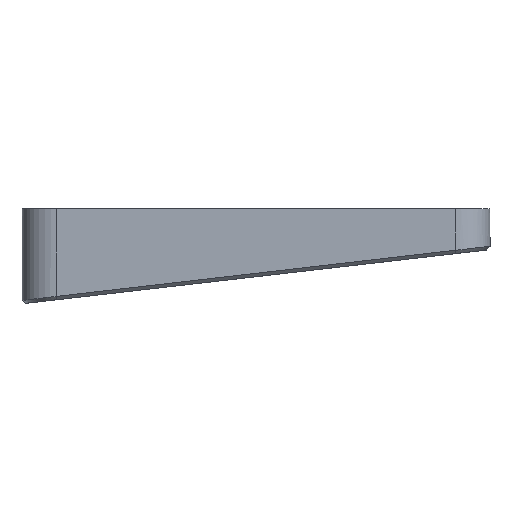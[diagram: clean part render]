
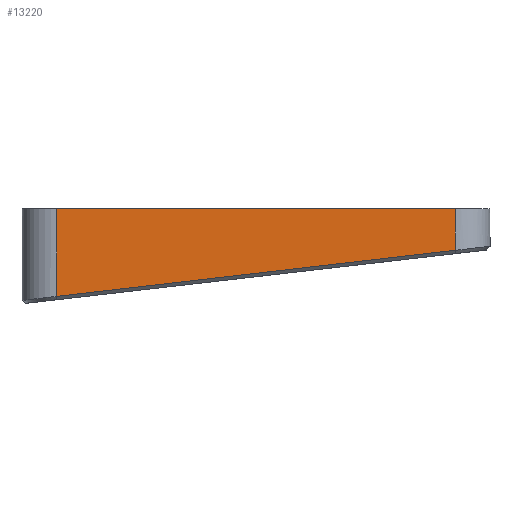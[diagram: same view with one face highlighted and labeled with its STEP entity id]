
A CAD part, left-side view. The second image highlights one B-rep face of the part: STEP entity #13220.
In plain terms, the highlighted planar face has unit normal (-1, 0, 0).
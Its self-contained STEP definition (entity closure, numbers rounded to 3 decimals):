
#1289=B_SPLINE_CURVE_WITH_KNOTS('',3,(#26166,#26167,#26168,#26169),
 .UNSPECIFIED.,.F.,.F.,(4,4),(-1.582,-1.571),
 .UNSPECIFIED.);
#1494=PLANE('',#13607);
#2154=FACE_OUTER_BOUND('',#2920,.T.);
#2920=EDGE_LOOP('',(#12029,#12030,#12031,#12032,#12033));
#3958=LINE('',#26059,#5018);
#3967=LINE('',#26218,#5027);
#3968=LINE('',#26220,#5028);
#3969=LINE('',#26221,#5029);
#5018=VECTOR('',#15223,10.);
#5027=VECTOR('',#15238,10.);
#5028=VECTOR('',#15239,10.);
#5029=VECTOR('',#15240,10.);
#6486=VERTEX_POINT('',#26055);
#6487=VERTEX_POINT('',#26057);
#6488=VERTEX_POINT('',#26104);
#6494=VERTEX_POINT('',#26217);
#6495=VERTEX_POINT('',#26219);
#8366=EDGE_CURVE('',#6487,#6486,#3958,.T.);
#8375=EDGE_CURVE('',#6488,#6487,#1289,.T.);
#8381=EDGE_CURVE('',#6494,#6488,#3967,.T.);
#8382=EDGE_CURVE('',#6495,#6494,#3968,.T.);
#8383=EDGE_CURVE('',#6495,#6486,#3969,.T.);
#12029=ORIENTED_EDGE('',*,*,#8366,.F.);
#12030=ORIENTED_EDGE('',*,*,#8375,.F.);
#12031=ORIENTED_EDGE('',*,*,#8381,.F.);
#12032=ORIENTED_EDGE('',*,*,#8382,.F.);
#12033=ORIENTED_EDGE('',*,*,#8383,.T.);
#13220=ADVANCED_FACE('',(#2154),#1494,.T.);
#13607=AXIS2_PLACEMENT_3D('',#26216,#15236,#15237);
#15223=DIRECTION('',(0.,0.993,-0.115));
#15236=DIRECTION('center_axis',(-1.,0.,0.));
#15237=DIRECTION('ref_axis',(0.,1.,0.));
#15238=DIRECTION('',(0.,0.,-1.));
#15239=DIRECTION('',(0.,-1.,0.));
#15240=DIRECTION('',(0.,0.,-1.));
#26055=CARTESIAN_POINT('',(-5.379,58.682,-16.65));
#26057=CARTESIAN_POINT('',(-5.379,-0.96,-9.749));
#26059=CARTESIAN_POINT('',(-5.379,37.171,-14.161));
#26104=CARTESIAN_POINT('',(-5.379,-1.018,-9.742));
#26166=CARTESIAN_POINT('Ctrl Pts',(-5.379,-1.018,-9.742));
#26167=CARTESIAN_POINT('Ctrl Pts',(-5.379,-0.999,-9.744));
#26168=CARTESIAN_POINT('Ctrl Pts',(-5.379,-0.979,-9.747));
#26169=CARTESIAN_POINT('Ctrl Pts',(-5.379,-0.96,-9.749));
#26216=CARTESIAN_POINT('Origin',(-5.379,-1.018,-3.5));
#26217=CARTESIAN_POINT('',(-5.379,-1.018,-3.5));
#26218=CARTESIAN_POINT('',(-5.379,-1.018,-3.5));
#26219=CARTESIAN_POINT('',(-5.379,58.682,-3.5));
#26220=CARTESIAN_POINT('',(-5.379,58.682,-3.5));
#26221=CARTESIAN_POINT('',(-5.379,58.682,-3.5));
